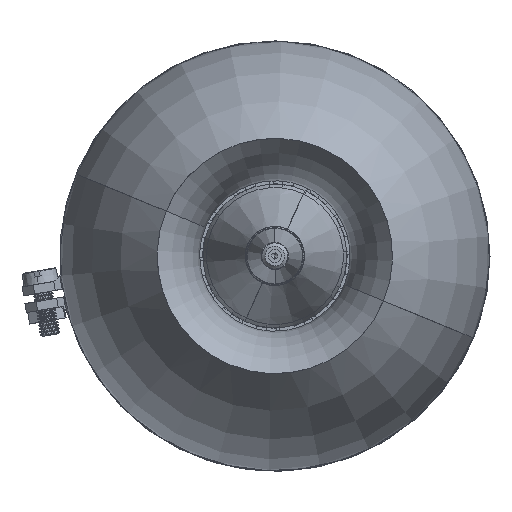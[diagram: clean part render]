
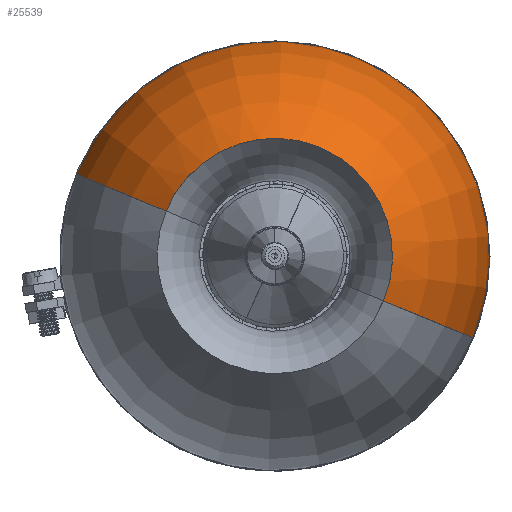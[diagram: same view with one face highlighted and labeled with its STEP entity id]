
A CAD part, left-side view. The second image highlights one B-rep face of the part: STEP entity #25539.
In plain terms, the highlighted toroidal (fillet/blend) face has major radius 21.666 mm and minor radius 54.589 mm.
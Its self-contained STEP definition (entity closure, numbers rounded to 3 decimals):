
#1079 = CARTESIAN_POINT ( 'NONE',  ( -6., 0., 32.777 ) ) ;
#1453 = VERTEX_POINT ( 'NONE', #5349 ) ;
#1681 = CIRCLE ( 'NONE', #20752, 54.589 ) ;
#3057 = EDGE_CURVE ( 'NONE', #22317, #1453, #1681, .T. ) ;
#3862 = CARTESIAN_POINT ( 'NONE',  ( -9.996, 0., 21.666 ) ) ;
#4081 = TOROIDAL_SURFACE ( 'NONE', #7963, -21.666, 54.589 ) ;
#5349 = CARTESIAN_POINT ( 'NONE',  ( -47.5, 0., -18. ) ) ;
#5535 = DIRECTION ( 'NONE',  ( -1., 0., 0. ) ) ;
#6469 = ORIENTED_EDGE ( 'NONE', *, *, #3057, .T. ) ;
#6523 = EDGE_CURVE ( 'NONE', #11231, #1453, #6584, .T. ) ;
#6584 = CIRCLE ( 'NONE', #12231, 18. ) ;
#7963 = AXIS2_PLACEMENT_3D ( 'NONE', #22401, #26204, #9793 ) ;
#8063 = DIRECTION ( 'NONE',  ( 0., -1., 0. ) ) ;
#8076 = EDGE_CURVE ( 'NONE', #8631, #22317, #25601, .T. ) ;
#8631 = VERTEX_POINT ( 'NONE', #1079 ) ;
#9027 = ORIENTED_EDGE ( 'NONE', *, *, #6523, .F. ) ;
#9187 = ORIENTED_EDGE ( 'NONE', *, *, #11452, .F. ) ;
#9793 = DIRECTION ( 'NONE',  ( 0., 0., 1. ) ) ;
#9854 = ORIENTED_EDGE ( 'NONE', *, *, #8076, .T. ) ;
#10844 = DIRECTION ( 'NONE',  ( -1., 0., 0. ) ) ;
#11231 = VERTEX_POINT ( 'NONE', #25833 ) ;
#11452 = EDGE_CURVE ( 'NONE', #8631, #11231, #23974, .T. ) ;
#12231 = AXIS2_PLACEMENT_3D ( 'NONE', #12322, #5535, #14080 ) ;
#12322 = CARTESIAN_POINT ( 'NONE',  ( -47.5, 0., 0. ) ) ;
#12605 = DIRECTION ( 'NONE',  ( 0., 0., 1. ) ) ;
#12616 = AXIS2_PLACEMENT_3D ( 'NONE', #21139, #10844, #12605 ) ;
#13730 = FACE_OUTER_BOUND ( 'NONE', #18063, .T. ) ;
#14080 = DIRECTION ( 'NONE',  ( 0., 0., 1. ) ) ;
#15516 = CARTESIAN_POINT ( 'NONE',  ( -6., 0., -32.777 ) ) ;
#16186 = DIRECTION ( 'NONE',  ( 0., 1., 0. ) ) ;
#18063 = EDGE_LOOP ( 'NONE', ( #9854, #6469, #9027, #9187 ) ) ;
#20752 = AXIS2_PLACEMENT_3D ( 'NONE', #3862, #16186, #24486 ) ;
#21139 = CARTESIAN_POINT ( 'NONE',  ( -6., 0., 0. ) ) ;
#22317 = VERTEX_POINT ( 'NONE', #15516 ) ;
#22401 = CARTESIAN_POINT ( 'NONE',  ( -9.996, 0., 0. ) ) ;
#22665 = AXIS2_PLACEMENT_3D ( 'NONE', #24611, #8063, #26363 ) ;
#23974 = CIRCLE ( 'NONE', #22665, 54.589 ) ;
#24486 = DIRECTION ( 'NONE',  ( 0., 0., 1. ) ) ;
#24611 = CARTESIAN_POINT ( 'NONE',  ( -9.996, 0., -21.666 ) ) ;
#25539 = ADVANCED_FACE ( 'NONE', ( #13730 ), #4081, .T. ) ;
#25601 = CIRCLE ( 'NONE', #12616, 32.777 ) ;
#25833 = CARTESIAN_POINT ( 'NONE',  ( -47.5, 0., 18. ) ) ;
#26204 = DIRECTION ( 'NONE',  ( -1., 0., 0. ) ) ;
#26363 = DIRECTION ( 'NONE',  ( 0., 0., -1. ) ) ;
